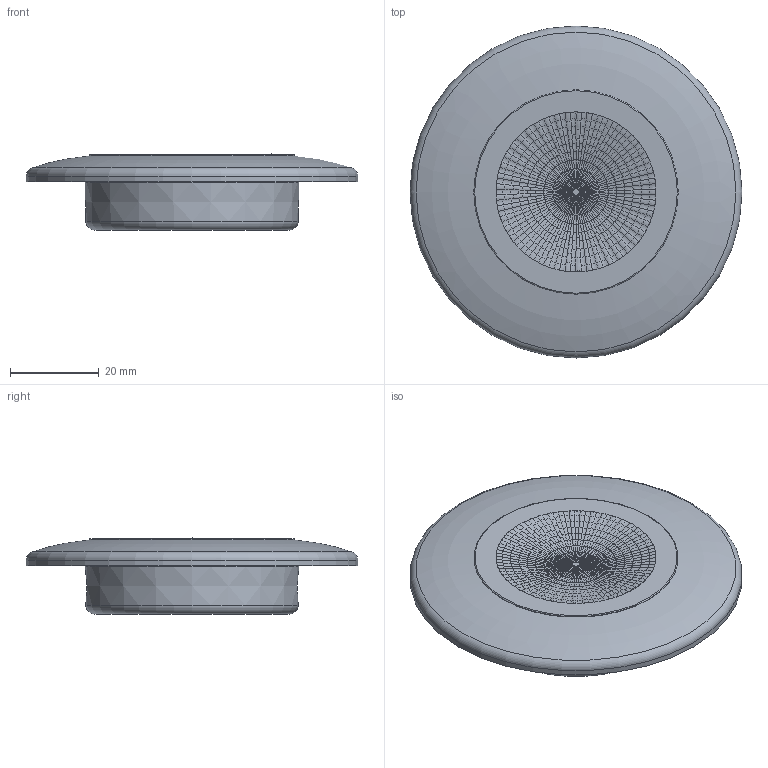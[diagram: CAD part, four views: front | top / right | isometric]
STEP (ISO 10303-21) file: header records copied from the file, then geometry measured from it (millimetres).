
FILE_DESCRIPTION(/* description */ ('Unknown'),/* implementation_level */ '2;1');
FILE_NAME(/* name */ 'F-19_mini_Baugruppe_mit_Dekorring',/* time_stamp */ '2023-11-10T09:26:58+01:00',/* author */ ('Unknown'),/* organization */ ('Unknown'),/* preprocessor_version */ 'ST-DEVELOPER v16.7',/* originating_system */ 'Solid Edge',/* authorisation */ 'Unknown');
FILE_SCHEMA (('AUTOMOTIVE_DESIGN {1 0 10303 214 3 1 1}'));
Length unit declared in the file: millimetre
Products named in the file (4): F-19_mini_Baugruppe_mit_Dekorring; FINAL-QQ; F-19_mini_Dekorring; 20140828_F-19_Mini_K黨lk鰎per_Biegeteil
Assembly tree (3 placements, depth 2):
  F-19_mini_Baugruppe_mit_Dekorring
    FINAL-QQ
    F-19_mini_Dekorring
    20140828_F-19_Mini_K黨lk鰎per_Biegeteil
Bounding box: 74.72 x 74.72 x 17.11 mm (x, y, z)
Volume: 23822.7 mm3; surface area: 27058.1 mm2
Topology: 3 solids, 3 shells, 1751 faces, 4350 edges, 2650 vertices
Faces by surface type: bspline 819, plane 702, cylinder 151, cone 57, torus 22
Full cylindrical faces by diameter (mm): 46 x2, 70.502 x1, 70.8 x1, 74.72 x1
Entity records: 79761 total; most frequent: CARTESIAN_POINT 46317, ORIENTED_EDGE 8608, EDGE_CURVE 4304, DIRECTION 4073, VERTEX_POINT 2636, B_SPLINE_CURVE_WITH_KNOTS 2238, FACE_BOUND 1850, EDGE_LOOP 1849
